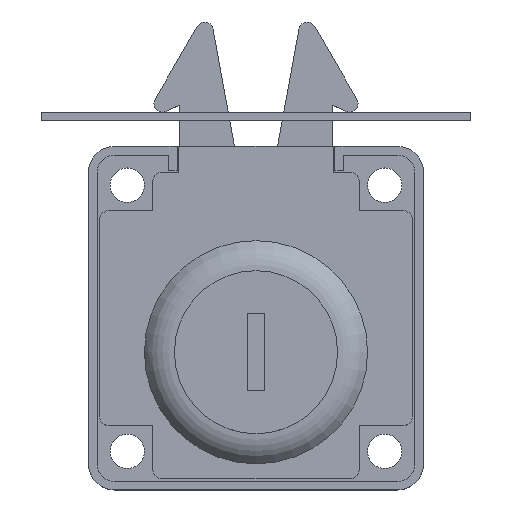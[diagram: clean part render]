
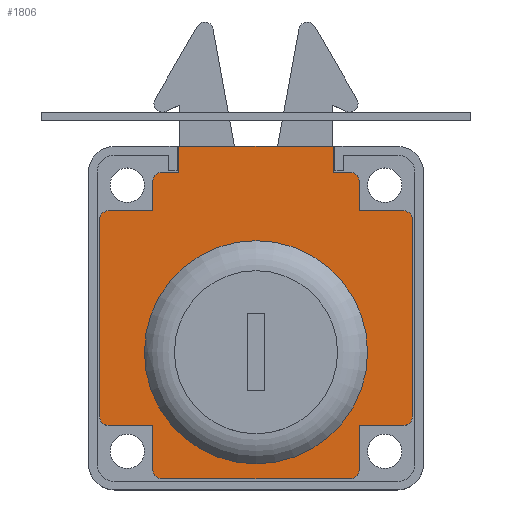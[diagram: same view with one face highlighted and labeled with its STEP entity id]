
A CAD part, top view. The second image highlights one B-rep face of the part: STEP entity #1806.
In plain terms, the highlighted planar face has unit normal (0, 0, 1).
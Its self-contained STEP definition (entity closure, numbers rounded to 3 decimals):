
#30=FACE_BOUND('',#219,.T.);
#48=PLANE('',#1937);
#116=FACE_OUTER_BOUND('',#218,.T.);
#218=EDGE_LOOP('',(#1252,#1253,#1254,#1255,#1256,#1257,#1258,#1259,#1260,
#1261,#1262,#1263,#1264,#1265,#1266,#1267,#1268,#1269,#1270,#1271,#1272,
#1273,#1274,#1275));
#219=EDGE_LOOP('',(#1276));
#337=LINE('',#2647,#539);
#340=LINE('',#2653,#542);
#341=LINE('',#2657,#543);
#342=LINE('',#2659,#544);
#343=LINE('',#2663,#545);
#344=LINE('',#2665,#546);
#345=LINE('',#2667,#547);
#346=LINE('',#2669,#548);
#347=LINE('',#2671,#549);
#348=LINE('',#2675,#550);
#349=LINE('',#2677,#551);
#350=LINE('',#2681,#552);
#351=LINE('',#2685,#553);
#352=LINE('',#2687,#554);
#353=LINE('',#2691,#555);
#354=LINE('',#2694,#556);
#539=VECTOR('',#2111,10.);
#542=VECTOR('',#2116,10.);
#543=VECTOR('',#2119,10.);
#544=VECTOR('',#2120,10.);
#545=VECTOR('',#2123,10.);
#546=VECTOR('',#2124,10.);
#547=VECTOR('',#2125,10.);
#548=VECTOR('',#2126,10.);
#549=VECTOR('',#2127,10.);
#550=VECTOR('',#2130,10.);
#551=VECTOR('',#2131,10.);
#552=VECTOR('',#2134,10.);
#553=VECTOR('',#2137,10.);
#554=VECTOR('',#2138,10.);
#555=VECTOR('',#2141,10.);
#556=VECTOR('',#2144,10.);
#739=CIRCLE('',#1934,1.);
#741=CIRCLE('',#1938,1.);
#742=CIRCLE('',#1939,1.);
#743=CIRCLE('',#1940,1.);
#744=CIRCLE('',#1941,1.);
#745=CIRCLE('',#1942,1.);
#746=CIRCLE('',#1943,1.);
#747=CIRCLE('',#1944,1.);
#748=CIRCLE('',#1945,9.5);
#803=VERTEX_POINT('',#2637);
#804=VERTEX_POINT('',#2638);
#807=VERTEX_POINT('',#2646);
#809=VERTEX_POINT('',#2652);
#810=VERTEX_POINT('',#2654);
#811=VERTEX_POINT('',#2656);
#812=VERTEX_POINT('',#2658);
#813=VERTEX_POINT('',#2660);
#814=VERTEX_POINT('',#2662);
#815=VERTEX_POINT('',#2664);
#816=VERTEX_POINT('',#2666);
#817=VERTEX_POINT('',#2668);
#818=VERTEX_POINT('',#2670);
#819=VERTEX_POINT('',#2672);
#820=VERTEX_POINT('',#2674);
#821=VERTEX_POINT('',#2676);
#822=VERTEX_POINT('',#2678);
#823=VERTEX_POINT('',#2680);
#824=VERTEX_POINT('',#2682);
#825=VERTEX_POINT('',#2684);
#826=VERTEX_POINT('',#2686);
#827=VERTEX_POINT('',#2688);
#828=VERTEX_POINT('',#2690);
#829=VERTEX_POINT('',#2692);
#830=VERTEX_POINT('',#2695);
#978=EDGE_CURVE('',#803,#804,#739,.T.);
#982=EDGE_CURVE('',#807,#804,#337,.T.);
#985=EDGE_CURVE('',#803,#809,#340,.T.);
#986=EDGE_CURVE('',#810,#809,#741,.T.);
#987=EDGE_CURVE('',#810,#811,#341,.T.);
#988=EDGE_CURVE('',#811,#812,#342,.T.);
#989=EDGE_CURVE('',#813,#812,#742,.T.);
#990=EDGE_CURVE('',#813,#814,#343,.T.);
#991=EDGE_CURVE('',#814,#815,#344,.T.);
#992=EDGE_CURVE('',#816,#815,#345,.T.);
#993=EDGE_CURVE('',#816,#817,#346,.T.);
#994=EDGE_CURVE('',#817,#818,#347,.T.);
#995=EDGE_CURVE('',#819,#818,#743,.T.);
#996=EDGE_CURVE('',#819,#820,#348,.T.);
#997=EDGE_CURVE('',#820,#821,#349,.T.);
#998=EDGE_CURVE('',#822,#821,#744,.T.);
#999=EDGE_CURVE('',#822,#823,#350,.T.);
#1000=EDGE_CURVE('',#824,#823,#745,.T.);
#1001=EDGE_CURVE('',#824,#825,#351,.T.);
#1002=EDGE_CURVE('',#825,#826,#352,.T.);
#1003=EDGE_CURVE('',#827,#826,#746,.T.);
#1004=EDGE_CURVE('',#827,#828,#353,.T.);
#1005=EDGE_CURVE('',#829,#828,#747,.T.);
#1006=EDGE_CURVE('',#829,#807,#354,.T.);
#1007=EDGE_CURVE('',#830,#830,#748,.T.);
#1252=ORIENTED_EDGE('',*,*,#978,.F.);
#1253=ORIENTED_EDGE('',*,*,#985,.T.);
#1254=ORIENTED_EDGE('',*,*,#986,.F.);
#1255=ORIENTED_EDGE('',*,*,#987,.T.);
#1256=ORIENTED_EDGE('',*,*,#988,.T.);
#1257=ORIENTED_EDGE('',*,*,#989,.F.);
#1258=ORIENTED_EDGE('',*,*,#990,.T.);
#1259=ORIENTED_EDGE('',*,*,#991,.T.);
#1260=ORIENTED_EDGE('',*,*,#992,.F.);
#1261=ORIENTED_EDGE('',*,*,#993,.T.);
#1262=ORIENTED_EDGE('',*,*,#994,.T.);
#1263=ORIENTED_EDGE('',*,*,#995,.F.);
#1264=ORIENTED_EDGE('',*,*,#996,.T.);
#1265=ORIENTED_EDGE('',*,*,#997,.T.);
#1266=ORIENTED_EDGE('',*,*,#998,.F.);
#1267=ORIENTED_EDGE('',*,*,#999,.T.);
#1268=ORIENTED_EDGE('',*,*,#1000,.F.);
#1269=ORIENTED_EDGE('',*,*,#1001,.T.);
#1270=ORIENTED_EDGE('',*,*,#1002,.T.);
#1271=ORIENTED_EDGE('',*,*,#1003,.F.);
#1272=ORIENTED_EDGE('',*,*,#1004,.T.);
#1273=ORIENTED_EDGE('',*,*,#1005,.F.);
#1274=ORIENTED_EDGE('',*,*,#1006,.T.);
#1275=ORIENTED_EDGE('',*,*,#982,.T.);
#1276=ORIENTED_EDGE('',*,*,#1007,.T.);
#1806=ADVANCED_FACE('',(#116,#30),#48,.T.);
#1934=AXIS2_PLACEMENT_3D('',#2639,#2103,#2104);
#1937=AXIS2_PLACEMENT_3D('',#2651,#2114,#2115);
#1938=AXIS2_PLACEMENT_3D('',#2655,#2117,#2118);
#1939=AXIS2_PLACEMENT_3D('',#2661,#2121,#2122);
#1940=AXIS2_PLACEMENT_3D('',#2673,#2128,#2129);
#1941=AXIS2_PLACEMENT_3D('',#2679,#2132,#2133);
#1942=AXIS2_PLACEMENT_3D('',#2683,#2135,#2136);
#1943=AXIS2_PLACEMENT_3D('',#2689,#2139,#2140);
#1944=AXIS2_PLACEMENT_3D('',#2693,#2142,#2143);
#1945=AXIS2_PLACEMENT_3D('',#2696,#2145,#2146);
#2103=DIRECTION('center_axis',(0.,0.,-1.));
#2104=DIRECTION('ref_axis',(0.707,-0.707,0.));
#2111=DIRECTION('',(1.,0.,0.));
#2114=DIRECTION('center_axis',(0.,0.,1.));
#2115=DIRECTION('ref_axis',(1.,0.,0.));
#2116=DIRECTION('',(0.,1.,0.));
#2117=DIRECTION('center_axis',(0.,0.,-1.));
#2118=DIRECTION('ref_axis',(0.707,0.707,0.));
#2119=DIRECTION('',(-1.,0.,0.));
#2120=DIRECTION('',(0.,1.,0.));
#2121=DIRECTION('center_axis',(0.,0.,-1.));
#2122=DIRECTION('ref_axis',(0.707,0.707,0.));
#2123=DIRECTION('',(-1.,0.,0.));
#2124=DIRECTION('',(0.,1.,0.));
#2125=DIRECTION('',(1.,0.,0.));
#2126=DIRECTION('',(0.,-1.,0.));
#2127=DIRECTION('',(-1.,0.,0.));
#2128=DIRECTION('center_axis',(0.,0.,-1.));
#2129=DIRECTION('ref_axis',(-0.707,0.707,0.));
#2130=DIRECTION('',(0.,-1.,0.));
#2131=DIRECTION('',(-1.,0.,0.));
#2132=DIRECTION('center_axis',(0.,0.,-1.));
#2133=DIRECTION('ref_axis',(-0.707,0.707,0.));
#2134=DIRECTION('',(0.,-1.,0.));
#2135=DIRECTION('center_axis',(0.,0.,-1.));
#2136=DIRECTION('ref_axis',(-0.707,-0.707,0.));
#2137=DIRECTION('',(1.,0.,0.));
#2138=DIRECTION('',(0.,-1.,0.));
#2139=DIRECTION('center_axis',(0.,0.,-1.));
#2140=DIRECTION('ref_axis',(-0.707,-0.707,0.));
#2141=DIRECTION('',(1.,0.,0.));
#2142=DIRECTION('center_axis',(0.,0.,-1.));
#2143=DIRECTION('ref_axis',(0.707,-0.707,0.));
#2144=DIRECTION('',(0.,1.,0.));
#2145=DIRECTION('center_axis',(0.,0.,-1.));
#2146=DIRECTION('ref_axis',(-1.,0.,0.));
#2637=CARTESIAN_POINT('',(18.2,-7.5,0.));
#2638=CARTESIAN_POINT('',(17.2,-8.5,0.));
#2639=CARTESIAN_POINT('Origin',(17.2,-7.5,0.));
#2646=CARTESIAN_POINT('',(12.,-8.5,0.));
#2647=CARTESIAN_POINT('',(9.1,-8.5,0.));
#2651=CARTESIAN_POINT('Origin',(0.,4.,0.));
#2652=CARTESIAN_POINT('',(18.2,15.5,0.));
#2653=CARTESIAN_POINT('',(18.2,10.25,0.));
#2654=CARTESIAN_POINT('',(17.2,16.5,0.));
#2655=CARTESIAN_POINT('Origin',(17.2,15.5,0.));
#2656=CARTESIAN_POINT('',(12.,16.5,0.));
#2657=CARTESIAN_POINT('',(6.,16.5,0.));
#2658=CARTESIAN_POINT('',(12.,20.,0.));
#2659=CARTESIAN_POINT('',(12.,12.5,0.));
#2660=CARTESIAN_POINT('',(11.,21.,0.));
#2661=CARTESIAN_POINT('Origin',(11.,20.,0.));
#2662=CARTESIAN_POINT('',(8.991,21.,0.));
#2663=CARTESIAN_POINT('',(5.096,21.,0.));
#2664=CARTESIAN_POINT('',(8.991,24.,0.));
#2665=CARTESIAN_POINT('',(8.991,12.5,0.));
#2666=CARTESIAN_POINT('',(-8.991,24.,0.));
#2667=CARTESIAN_POINT('',(-19.5,24.,0.));
#2668=CARTESIAN_POINT('',(-8.991,21.,0.));
#2669=CARTESIAN_POINT('',(-8.991,14.,0.));
#2670=CARTESIAN_POINT('',(-11.,21.,0.));
#2671=CARTESIAN_POINT('',(-4.496,21.,0.));
#2672=CARTESIAN_POINT('',(-12.,20.,0.));
#2673=CARTESIAN_POINT('Origin',(-11.,20.,0.));
#2674=CARTESIAN_POINT('',(-12.,16.5,0.));
#2675=CARTESIAN_POINT('',(-12.,12.5,0.));
#2676=CARTESIAN_POINT('',(-17.2,16.5,0.));
#2677=CARTESIAN_POINT('',(-6.,16.5,0.));
#2678=CARTESIAN_POINT('',(-18.2,15.5,0.));
#2679=CARTESIAN_POINT('Origin',(-17.2,15.5,0.));
#2680=CARTESIAN_POINT('',(-18.2,-7.5,0.));
#2681=CARTESIAN_POINT('',(-18.2,10.25,0.));
#2682=CARTESIAN_POINT('',(-17.2,-8.5,0.));
#2683=CARTESIAN_POINT('Origin',(-17.2,-7.5,0.));
#2684=CARTESIAN_POINT('',(-12.,-8.5,0.));
#2685=CARTESIAN_POINT('',(-9.1,-8.5,0.));
#2686=CARTESIAN_POINT('',(-12.,-13.7,0.));
#2687=CARTESIAN_POINT('',(-12.,-2.25,0.));
#2688=CARTESIAN_POINT('',(-11.,-14.7,0.));
#2689=CARTESIAN_POINT('Origin',(-11.,-13.7,0.));
#2690=CARTESIAN_POINT('',(11.,-14.7,0.));
#2691=CARTESIAN_POINT('',(6.,-14.7,0.));
#2692=CARTESIAN_POINT('',(12.,-13.7,0.));
#2693=CARTESIAN_POINT('Origin',(11.,-13.7,0.));
#2694=CARTESIAN_POINT('',(12.,-2.25,0.));
#2695=CARTESIAN_POINT('',(9.5,0.,0.));
#2696=CARTESIAN_POINT('Origin',(0.,0.,0.));
